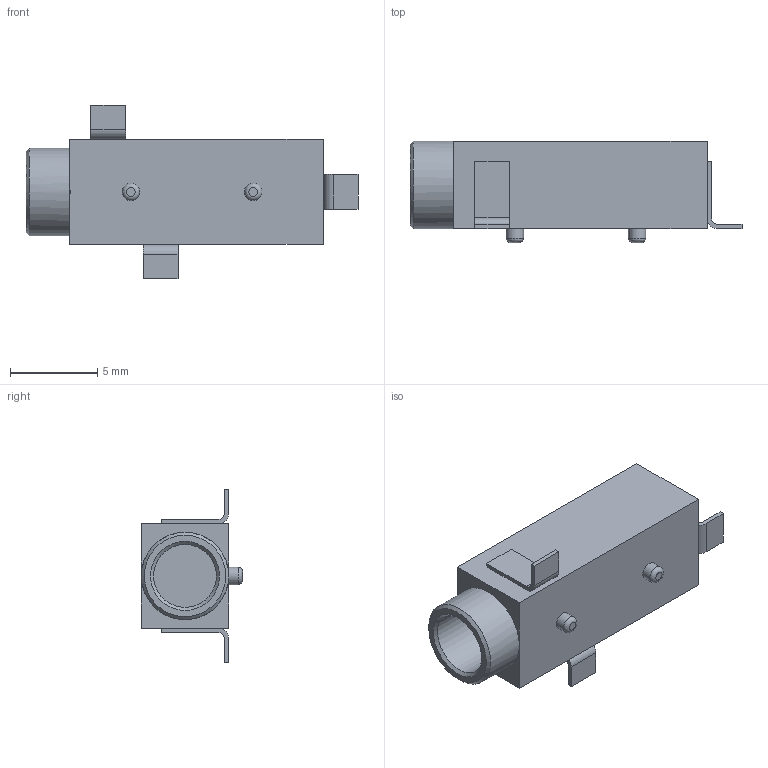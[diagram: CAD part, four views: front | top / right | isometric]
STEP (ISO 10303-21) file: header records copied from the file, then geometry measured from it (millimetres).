
FILE_DESCRIPTION(/* description */ (''),/* implementation_level */ '2;1');
FILE_NAME(/* name */ 'PJ-326.step',/* time_stamp */ '2021-04-25T02:27:12+02:00',/* author */ (''),/* organization */ (''),/* preprocessor_version */ 'ST-DEVELOPER v18.1',/* originating_system */ 'Autodesk Translation Framework v10.6.0.1341',/* authorisation */ '');
FILE_SCHEMA (('AUTOMOTIVE_DESIGN { 1 0 10303 214 3 1 1 }'));
Length unit declared in the file: millimetre
Products named in the file (1): sj-3524-smt-tr-pi
Bounding box: 19 x 5.8 x 9.96 mm (x, y, z)
Volume: 325 mm3; surface area: 682.2 mm2
Topology: 4 solids, 4 shells, 57 faces, 134 edges, 88 vertices
Faces by surface type: plane 43, cylinder 10, cone 2, bspline 2
Full cylindrical faces by diameter (mm): 1 x2, 3.6 x1, 5 x1
Entity records: 1718 total; most frequent: CARTESIAN_POINT 332, DIRECTION 280, ORIENTED_EDGE 268, EDGE_CURVE 134, LINE 100, VECTOR 100, AXIS2_PLACEMENT_3D 90, VERTEX_POINT 88
